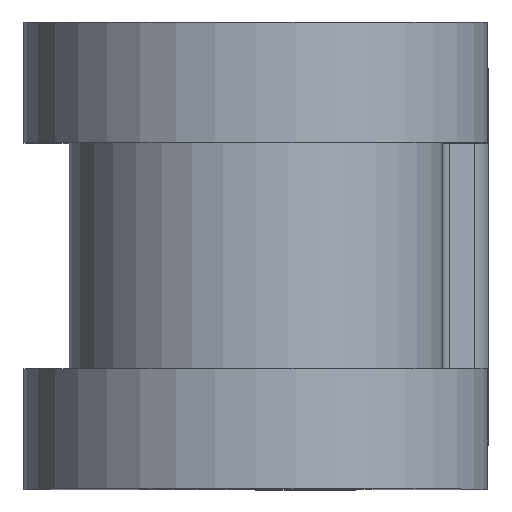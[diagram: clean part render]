
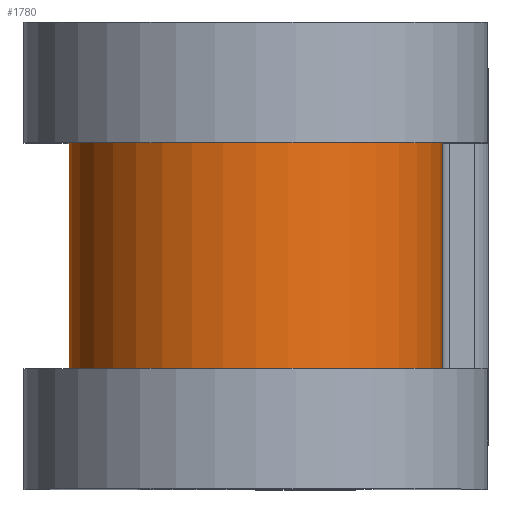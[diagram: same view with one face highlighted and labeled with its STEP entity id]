
A CAD part, top view. The second image highlights one B-rep face of the part: STEP entity #1780.
In plain terms, the highlighted cylindrical face has radius 6.299 mm (diameter 12.598 mm), a partial arc.
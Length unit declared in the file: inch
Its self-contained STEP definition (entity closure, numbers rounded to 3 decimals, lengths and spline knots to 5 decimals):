
#20 = VERTEX_POINT ( 'NONE', #954 ) ;
#41 = AXIS2_PLACEMENT_3D ( 'NONE', #264, #1425, #428 ) ;
#54 = DIRECTION ( 'NONE',  ( 0., -1., 0. ) ) ;
#151 = EDGE_CURVE ( 'NONE', #995, #527, #1695, .T. ) ;
#233 = DIRECTION ( 'NONE',  ( 0., 0., -1. ) ) ;
#264 = CARTESIAN_POINT ( 'NONE',  ( 0., -0.15, 0.312 ) ) ;
#266 = ORIENTED_EDGE ( 'NONE', *, *, #151, .T. ) ;
#316 = DIRECTION ( 'NONE',  ( 0., -1., 0. ) ) ;
#343 = VECTOR ( 'NONE', #316, 39.37008 ) ;
#403 = ORIENTED_EDGE ( 'NONE', *, *, #1064, .F. ) ;
#428 = DIRECTION ( 'NONE',  ( 0., 0., -1. ) ) ;
#448 = EDGE_CURVE ( 'NONE', #20, #1663, #1149, .T. ) ;
#527 = VERTEX_POINT ( 'NONE', #1735 ) ;
#557 = CARTESIAN_POINT ( 'NONE',  ( 0., 0.25, 0.312 ) ) ;
#687 = CYLINDRICAL_SURFACE ( 'NONE', #2072, 0.248 ) ;
#697 = VECTOR ( 'NONE', #1225, 39.37008 ) ;
#954 = CARTESIAN_POINT ( 'NONE',  ( 0.248, 0.15, 0.312 ) ) ;
#995 = VERTEX_POINT ( 'NONE', #1398 ) ;
#1045 = ORIENTED_EDGE ( 'NONE', *, *, #1768, .T. ) ;
#1058 = CARTESIAN_POINT ( 'NONE',  ( 0., 0.15, 0.312 ) ) ;
#1064 = EDGE_CURVE ( 'NONE', #1663, #527, #1301, .T. ) ;
#1149 = LINE ( 'NONE', #1389, #697 ) ;
#1225 = DIRECTION ( 'NONE',  ( 0., -1., 0. ) ) ;
#1230 = DIRECTION ( 'NONE',  ( 0., 0., -1. ) ) ;
#1301 = CIRCLE ( 'NONE', #41, 0.248 ) ;
#1310 = CARTESIAN_POINT ( 'NONE',  ( -0.248, 0.25, 0.312 ) ) ;
#1362 = ORIENTED_EDGE ( 'NONE', *, *, #448, .F. ) ;
#1389 = CARTESIAN_POINT ( 'NONE',  ( 0.248, 0.25, 0.312 ) ) ;
#1398 = CARTESIAN_POINT ( 'NONE',  ( -0.248, 0.15, 0.312 ) ) ;
#1425 = DIRECTION ( 'NONE',  ( 0., -1., 0. ) ) ;
#1553 = DIRECTION ( 'NONE',  ( 0., -1., 0. ) ) ;
#1596 = CARTESIAN_POINT ( 'NONE',  ( 0.248, -0.15, 0.312 ) ) ;
#1663 = VERTEX_POINT ( 'NONE', #1596 ) ;
#1664 = CIRCLE ( 'NONE', #1749, 0.248 ) ;
#1695 = LINE ( 'NONE', #1310, #343 ) ;
#1735 = CARTESIAN_POINT ( 'NONE',  ( -0.248, -0.15, 0.312 ) ) ;
#1749 = AXIS2_PLACEMENT_3D ( 'NONE', #1058, #54, #1230 ) ;
#1768 = EDGE_CURVE ( 'NONE', #20, #995, #1664, .T. ) ;
#1780 = ADVANCED_FACE ( 'NONE', ( #2040 ), #687, .T. ) ;
#1787 = EDGE_LOOP ( 'NONE', ( #1362, #1045, #266, #403 ) ) ;
#2040 = FACE_OUTER_BOUND ( 'NONE', #1787, .T. ) ;
#2072 = AXIS2_PLACEMENT_3D ( 'NONE', #557, #1553, #233 ) ;
